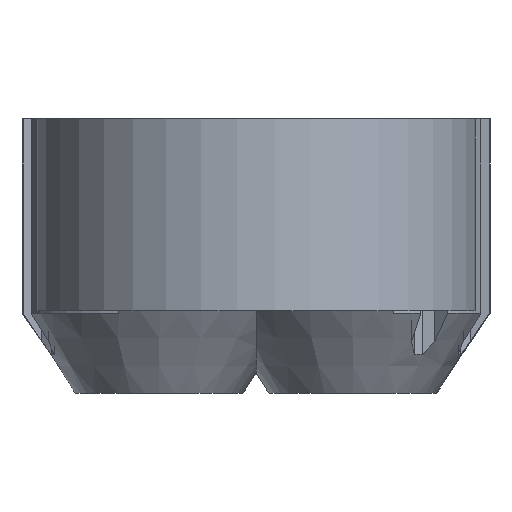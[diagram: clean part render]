
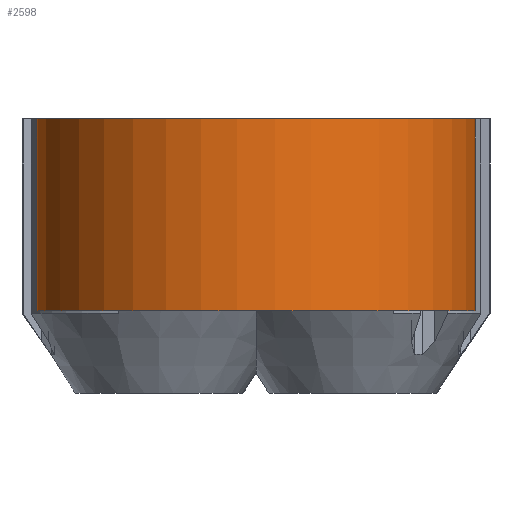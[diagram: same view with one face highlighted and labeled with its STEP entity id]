
A CAD part, left-side view. The second image highlights one B-rep face of the part: STEP entity #2598.
In plain terms, the highlighted cylindrical face has radius 8 mm (diameter 16 mm), a partial arc.
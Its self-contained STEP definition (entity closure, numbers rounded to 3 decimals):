
#1590=CARTESIAN_POINT('',(-866.755,345.,-9.7));
#1591=VERTEX_POINT('',#1590);
#1598=CARTESIAN_POINT('',(-866.755,335.,-9.7));
#1599=VERTEX_POINT('',#1598);
#1600=CARTESIAN_POINT('',(-873.,340.,-9.7));
#1601=DIRECTION('',(-0.,0.,1.));
#1602=DIRECTION('',(0.,-1.,0.));
#1603=AXIS2_PLACEMENT_3D('',#1600,#1601,#1602);
#1604=CIRCLE('',#1603,8.);
#1605=EDGE_CURVE('',#1591,#1599,#1604,.T.);
#2376=CARTESIAN_POINT('',(-866.755,335.,-16.7));
#2377=VERTEX_POINT('',#2376);
#2384=CARTESIAN_POINT('',(-866.755,345.,-16.7));
#2385=VERTEX_POINT('',#2384);
#2386=CARTESIAN_POINT('',(-873.,340.,-16.7));
#2387=DIRECTION('',(-0.,0.,1.));
#2388=DIRECTION('',(0.,-1.,0.));
#2389=AXIS2_PLACEMENT_3D('',#2386,#2387,#2388);
#2390=CIRCLE('',#2389,8.);
#2391=EDGE_CURVE('',#2385,#2377,#2390,.T.);
#2573=CARTESIAN_POINT('',(-866.755,345.,-16.7));
#2574=DIRECTION('',(-0.,0.,1.));
#2575=VECTOR('',#2574,7.);
#2576=LINE('',#2573,#2575);
#2577=EDGE_CURVE('',#2385,#1591,#2576,.T.);
#2582=CARTESIAN_POINT('',(-873.,340.,-16.7));
#2583=DIRECTION('',(-0.,0.,1.));
#2584=DIRECTION('',(1.,-0.,0.));
#2585=AXIS2_PLACEMENT_3D('',#2582,#2583,#2584);
#2586=CYLINDRICAL_SURFACE('',#2585,8.);
#2587=CARTESIAN_POINT('',(-866.755,335.,-16.7));
#2588=DIRECTION('',(-0.,0.,1.));
#2589=VECTOR('',#2588,7.);
#2590=LINE('',#2587,#2589);
#2591=EDGE_CURVE('',#2377,#1599,#2590,.T.);
#2592=ORIENTED_EDGE('',*,*,#2591,.T.);
#2593=ORIENTED_EDGE('',*,*,#1605,.F.);
#2594=ORIENTED_EDGE('',*,*,#2577,.F.);
#2595=ORIENTED_EDGE('',*,*,#2391,.T.);
#2596=EDGE_LOOP('',(#2592,#2593,#2594,#2595));
#2597=FACE_BOUND('',#2596,.T.);
#2598=ADVANCED_FACE('',(#2597),#2586,.T.);
